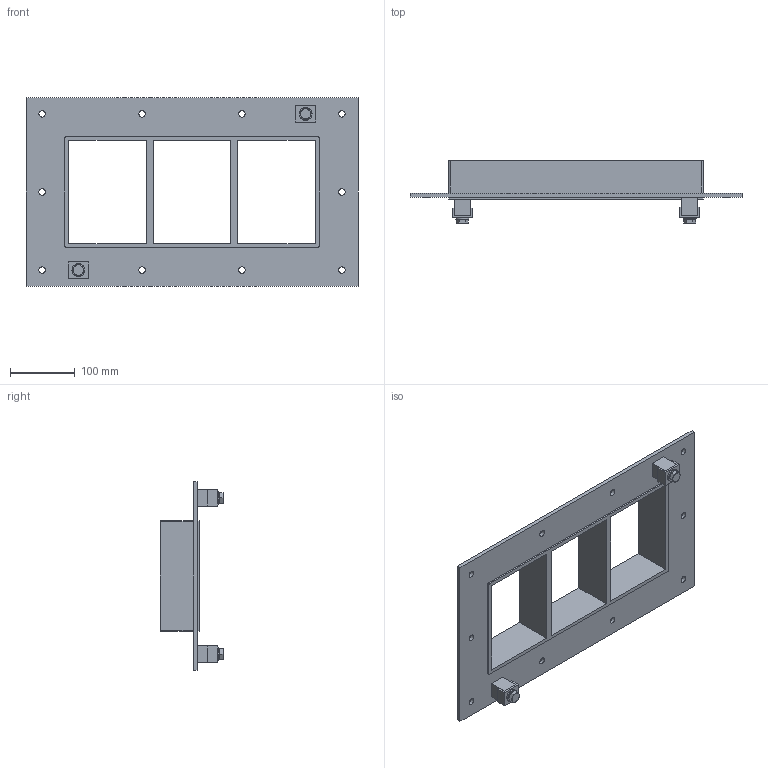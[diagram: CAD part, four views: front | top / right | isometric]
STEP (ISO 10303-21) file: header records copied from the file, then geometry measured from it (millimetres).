
FILE_DESCRIPTION((''),'2;1');
FILE_NAME('GHBG4X3.stp','2014-03-11T21:14:37',(''),(''),'Autodesk Inventor 2013','Autodesk Inventor 2013','');
FILE_SCHEMA(('AUTOMOTIVE_DESIGN { 1 0 10303 214 1 1 1 1 }'));
Length unit declared in the file: millimetre
Products named in the file (1): roxtec GH_BG
Bounding box: 513.5 x 97.91 x 291.5 mm (x, y, z)
Volume: 1125689.2 mm3; surface area: 375248.5 mm2
Topology: 9 solids, 9 shells, 125 faces, 312 edges, 211 vertices
Faces by surface type: plane 84, cylinder 31, cone 10
Full cylindrical faces by diameter (mm): 8.376 x2, 10 x12, 11 x4, 14.75 x2, 20 x2
Entity records: 3535 total; most frequent: CARTESIAN_POINT 625, DIRECTION 571, ORIENTED_EDGE 538, EDGE_CURVE 269, AXIS2_PLACEMENT_3D 194, VERTEX_POINT 194, EDGE_LOOP 191, VECTOR 183
